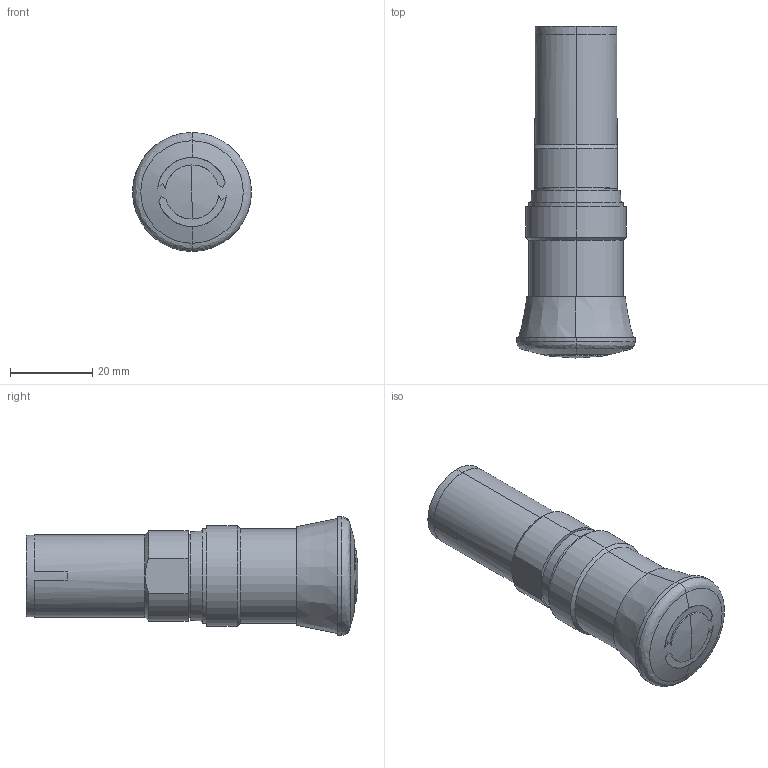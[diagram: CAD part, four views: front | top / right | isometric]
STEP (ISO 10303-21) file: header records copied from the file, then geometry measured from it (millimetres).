
FILE_DESCRIPTION (( 'STEP AP214' ), '1' );
FILE_NAME ('522235.STEP', '2024-06-12T17:14:29', ( '' ), ( '' ), 'SwSTEP 2.0', 'SolidWorks 2023', '' );
FILE_SCHEMA (( 'AUTOMOTIVE_DESIGN' ));
Length unit declared in the file: inch
Products named in the file (1): 522235
Bounding box: 29 x 80.94 x 29 mm (x, y, z)
Volume: 31938.5 mm3; surface area: 6839.3 mm2
Topology: 1 solids, 1 shells, 62 faces, 149 edges, 96 vertices
Faces by surface type: plane 28, cylinder 22, cone 8, bspline 4
Entity records: 1983 total; most frequent: CARTESIAN_POINT 486, DIRECTION 322, ORIENTED_EDGE 298, EDGE_CURVE 149, AXIS2_PLACEMENT_3D 128, VERTEX_POINT 96, EDGE_LOOP 69, CIRCLE 69
